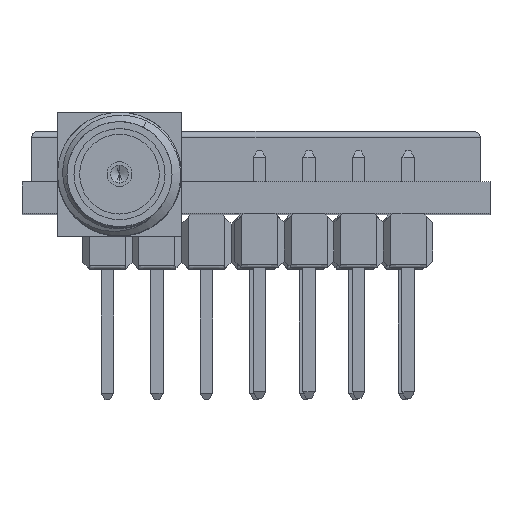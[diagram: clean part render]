
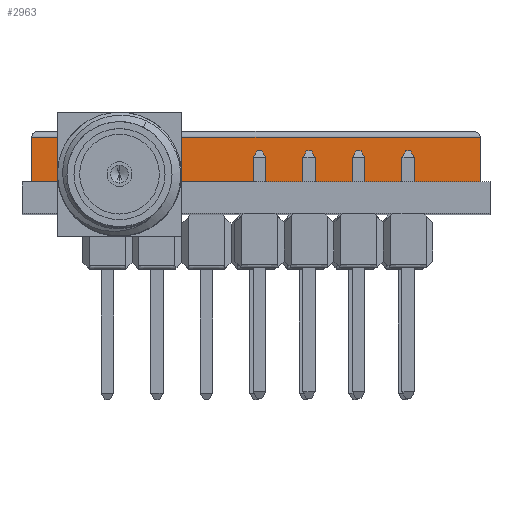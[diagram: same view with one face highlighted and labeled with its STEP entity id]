
A CAD part, top view. The second image highlights one B-rep face of the part: STEP entity #2963.
In plain terms, the highlighted planar face has unit normal (0, 0, 1).
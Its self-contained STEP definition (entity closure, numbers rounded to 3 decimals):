
#800 = EDGE_CURVE ( 'NONE', #7569, #15884, #5372, .T. ) ;
#1662 = DIRECTION ( 'NONE',  ( -1., 0., 0. ) ) ;
#2138 = LINE ( 'NONE', #6300, #11174 ) ;
#2395 = CARTESIAN_POINT ( 'NONE',  ( 0.5, 4.2, -5.5 ) ) ;
#2626 = CARTESIAN_POINT ( 'NONE',  ( 23.5, 4.2, -5.5 ) ) ;
#2962 = EDGE_CURVE ( 'NONE', #3398, #15884, #17577, .T. ) ;
#2963 = ADVANCED_FACE ( 'NONE', ( #14764 ), #15933, .F. ) ;
#3018 = DIRECTION ( 'NONE',  ( 0., -1., 0. ) ) ;
#3398 = VERTEX_POINT ( 'NONE', #17552 ) ;
#4270 = EDGE_CURVE ( 'NONE', #3398, #14582, #2138, .T. ) ;
#4767 = DIRECTION ( 'NONE',  ( -1., 0., 0. ) ) ;
#4825 = AXIS2_PLACEMENT_3D ( 'NONE', #9072, #13801, #1662 ) ;
#5295 = ORIENTED_EDGE ( 'NONE', *, *, #9497, .T. ) ;
#5300 = LINE ( 'NONE', #2395, #11230 ) ;
#5372 = LINE ( 'NONE', #18314, #5435 ) ;
#5435 = VECTOR ( 'NONE', #9611, 1000. ) ;
#6092 = VECTOR ( 'NONE', #3018, 1000. ) ;
#6300 = CARTESIAN_POINT ( 'NONE',  ( 0.5, 3.9, -5.5 ) ) ;
#6665 = ORIENTED_EDGE ( 'NONE', *, *, #2962, .F. ) ;
#6828 = EDGE_LOOP ( 'NONE', ( #6665, #13696, #5295, #8105 ) ) ;
#7569 = VERTEX_POINT ( 'NONE', #15653 ) ;
#8105 = ORIENTED_EDGE ( 'NONE', *, *, #800, .T. ) ;
#8903 = CARTESIAN_POINT ( 'NONE',  ( 0.5, 3.9, -5.5 ) ) ;
#9072 = CARTESIAN_POINT ( 'NONE',  ( 0.5, 4.2, -5.5 ) ) ;
#9497 = EDGE_CURVE ( 'NONE', #14582, #7569, #5300, .T. ) ;
#9611 = DIRECTION ( 'NONE',  ( 1., 0., 0. ) ) ;
#11174 = VECTOR ( 'NONE', #4767, 1000. ) ;
#11176 = DIRECTION ( 'NONE',  ( 0., -1., 0. ) ) ;
#11230 = VECTOR ( 'NONE', #11176, 1000. ) ;
#13696 = ORIENTED_EDGE ( 'NONE', *, *, #4270, .T. ) ;
#13801 = DIRECTION ( 'NONE',  ( 0., 0., -1. ) ) ;
#14582 = VERTEX_POINT ( 'NONE', #8903 ) ;
#14764 = FACE_OUTER_BOUND ( 'NONE', #6828, .T. ) ;
#15653 = CARTESIAN_POINT ( 'NONE',  ( 0.5, 1.6, -5.5 ) ) ;
#15884 = VERTEX_POINT ( 'NONE', #17350 ) ;
#15933 = PLANE ( 'NONE',  #4825 ) ;
#17350 = CARTESIAN_POINT ( 'NONE',  ( 23.5, 1.6, -5.5 ) ) ;
#17552 = CARTESIAN_POINT ( 'NONE',  ( 23.5, 3.9, -5.5 ) ) ;
#17577 = LINE ( 'NONE', #2626, #6092 ) ;
#18314 = CARTESIAN_POINT ( 'NONE',  ( 0.5, 1.6, -5.5 ) ) ;
